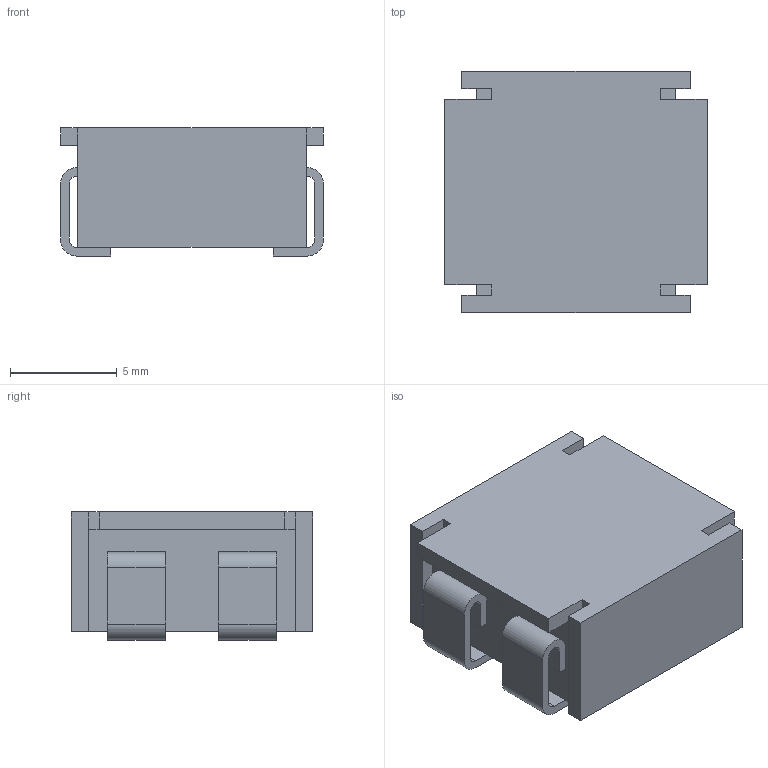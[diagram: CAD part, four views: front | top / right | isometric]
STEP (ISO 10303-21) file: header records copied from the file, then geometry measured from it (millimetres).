
FILE_DESCRIPTION(('FreeCAD Model'),'2;1');
FILE_NAME('ACM12V004_sp.step', '2017-07-19T11:12:44',('kicad StepUp'),('ksu MCAD'), 'Open CASCADE STEP processor 6.8','FreeCAD','Unknown');
FILE_SCHEMA(('AUTOMOTIVE_DESIGN_CC2 { 1 2 10303 214 -1 1 5 4 }'));
Length unit declared in the file: millimetre
Products named in the file (2): ASSEMBLY; ACM12V004_sp
Assembly tree (1 placements, depth 2):
  ASSEMBLY
    ACM12V004_sp
Bounding box: 12.3 x 11.3 x 6 mm (x, y, z)
Volume: 655.7 mm3; surface area: 747 mm2
Topology: 5 solids, 5 shells, 86 faces, 224 edges, 148 vertices
Faces by surface type: plane 70, cylinder 16
Entity records: 3233 total; most frequent: CARTESIAN_POINT 460, ORIENTED_EDGE 448, DIRECTION 432, EDGE_CURVE 224, LINE 192, VECTOR 192, VERTEX_POINT 148, AXIS2_PLACEMENT_3D 120
